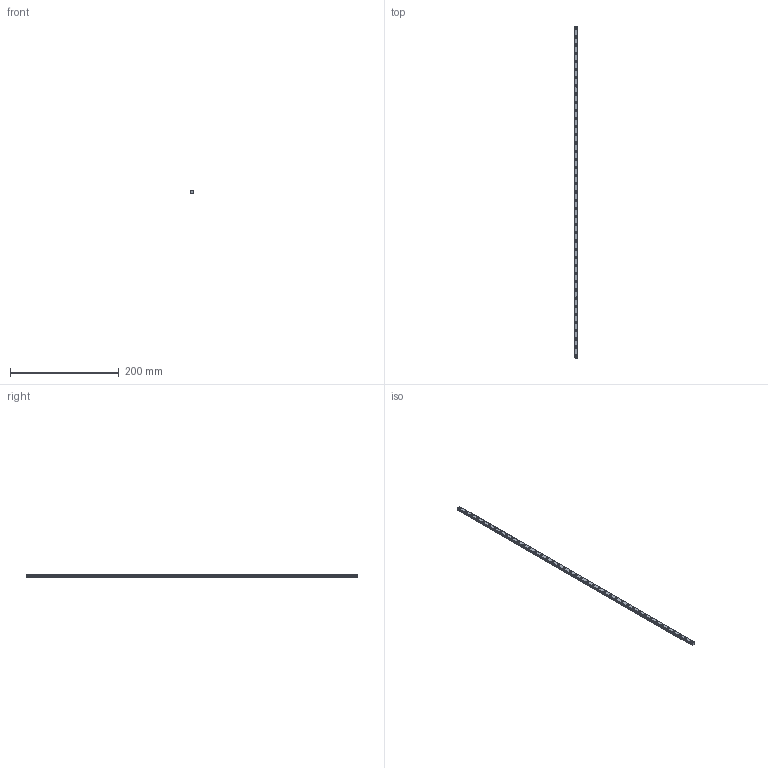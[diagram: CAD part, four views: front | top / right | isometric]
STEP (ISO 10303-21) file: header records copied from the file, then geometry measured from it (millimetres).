
FILE_DESCRIPTION (( 'STEP AP203' ), '1' );
FILE_NAME ('M7-610L.step', '2021-02-18T17:49:53', ( '' ), ( '' ), 'SwSTEP 2.0', 'SolidWorks 2019', '' );
FILE_SCHEMA (( 'CONFIG_CONTROL_DESIGN' ));
Length unit declared in the file: millimetre
Products named in the file (1): M7-610L
Bounding box: 7 x 610 x 5 mm (x, y, z)
Volume: 18204.2 mm3; surface area: 17602.3 mm2
Topology: 1 solids, 1 shells, 230 faces, 684 edges, 456 vertices
Faces by surface type: cylinder 176, plane 54
Entity records: 8797 total; most frequent: CARTESIAN_POINT 2191, DIRECTION 1416, ORIENTED_EDGE 1368, EDGE_CURVE 684, AXIS2_PLACEMENT_3D 583, VERTEX_POINT 456, CIRCLE 352, EDGE_LOOP 312
